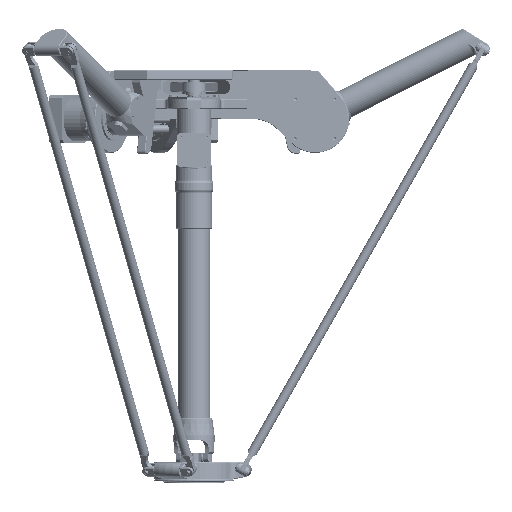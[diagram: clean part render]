
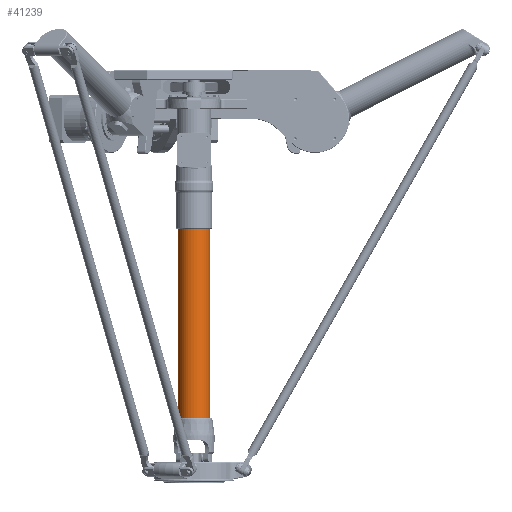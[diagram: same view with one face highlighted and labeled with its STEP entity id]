
A CAD part, front view. The second image highlights one B-rep face of the part: STEP entity #41239.
In plain terms, the highlighted cylindrical face has radius 33.5 mm (diameter 67 mm), a full revolution.
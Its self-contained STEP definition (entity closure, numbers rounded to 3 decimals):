
#1949=FACE_BOUND('',#9123,.T.);
#5758=FACE_OUTER_BOUND('',#9122,.T.);
#9122=EDGE_LOOP('',(#36943));
#9123=EDGE_LOOP('',(#36944));
#10979=CIRCLE('',#45784,33.5);
#11011=CIRCLE('',#45865,33.5);
#20699=VERTEX_POINT('',#79568);
#20767=VERTEX_POINT('',#79901);
#26054=EDGE_CURVE('',#20699,#20699,#10979,.T.);
#26156=EDGE_CURVE('',#20767,#20767,#11011,.T.);
#36943=ORIENTED_EDGE('',*,*,#26054,.F.);
#36944=ORIENTED_EDGE('',*,*,#26156,.T.);
#37694=CYLINDRICAL_SURFACE('',#45877,33.5);
#41239=ADVANCED_FACE('',(#5758,#1949),#37694,.T.);
#45784=AXIS2_PLACEMENT_3D('',#79569,#57524,#57525);
#45865=AXIS2_PLACEMENT_3D('',#79902,#57738,#57739);
#45877=AXIS2_PLACEMENT_3D('',#79918,#57762,#57763);
#57524=DIRECTION('center_axis',(0.,-1.,0.));
#57525=DIRECTION('ref_axis',(1.,0.,0.));
#57738=DIRECTION('center_axis',(0.,-1.,0.));
#57739=DIRECTION('ref_axis',(1.,0.,0.));
#57762=DIRECTION('center_axis',(0.,-1.,0.));
#57763=DIRECTION('ref_axis',(1.,0.,0.));
#79568=CARTESIAN_POINT('',(33.5,0.,0.));
#79569=CARTESIAN_POINT('Origin',(0.,0.,0.));
#79901=CARTESIAN_POINT('',(33.5,390.07,0.));
#79902=CARTESIAN_POINT('Origin',(0.,390.07,0.));
#79918=CARTESIAN_POINT('Origin',(0.,195.035,0.));
